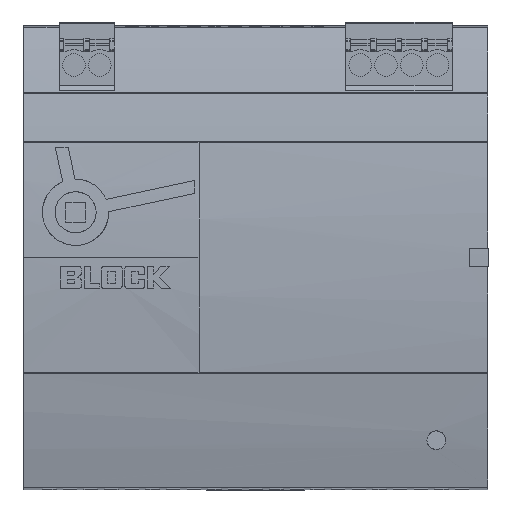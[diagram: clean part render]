
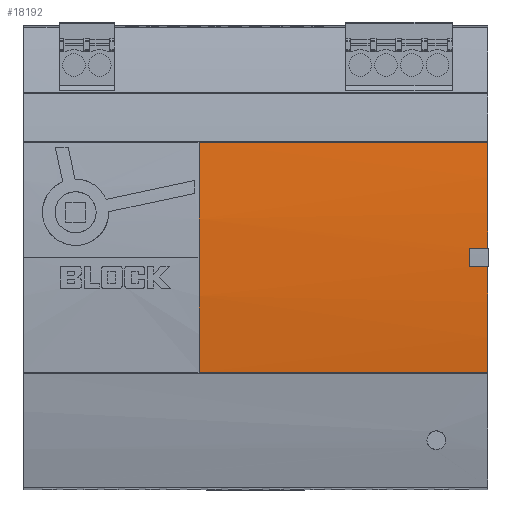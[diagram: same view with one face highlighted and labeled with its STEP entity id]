
A CAD part, top view. The second image highlights one B-rep face of the part: STEP entity #18192.
In plain terms, the highlighted cylindrical face has radius 192 mm (diameter 384 mm), a partial arc.
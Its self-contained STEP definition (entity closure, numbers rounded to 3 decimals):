
#981 = VERTEX_POINT ( 'NONE', #17684 ) ;
#1175 = VERTEX_POINT ( 'NONE', #4831 ) ;
#1187 = LINE ( 'NONE', #16653, #15143 ) ;
#1350 = EDGE_CURVE ( 'NONE', #2038, #1175, #3806, .T. ) ;
#1548 = VERTEX_POINT ( 'NONE', #17541 ) ;
#1658 = DIRECTION ( 'NONE',  ( 0., 0., -1. ) ) ;
#2038 = VERTEX_POINT ( 'NONE', #15792 ) ;
#2268 = CARTESIAN_POINT ( 'NONE',  ( -45., -22.314, 52.699 ) ) ;
#2634 = CIRCLE ( 'NONE', #13711, 192. ) ;
#3034 = AXIS2_PLACEMENT_3D ( 'NONE', #8974, #10443, #1658 ) ;
#3159 = DIRECTION ( 'NONE',  ( 0., 0., -1. ) ) ;
#3651 = EDGE_CURVE ( 'NONE', #1548, #1175, #1187, .T. ) ;
#3719 = CYLINDRICAL_SURFACE ( 'NONE', #3034, 192. ) ;
#3726 = AXIS2_PLACEMENT_3D ( 'NONE', #9823, #12846, #9890 ) ;
#3753 = LINE ( 'NONE', #13355, #6964 ) ;
#3806 = CIRCLE ( 'NONE', #3726, 192. ) ;
#4149 = CARTESIAN_POINT ( 'NONE',  ( -11., 0., -138. ) ) ;
#4613 = DIRECTION ( 'NONE',  ( 0., 0., -1. ) ) ;
#4768 = CIRCLE ( 'NONE', #6100, 192. ) ;
#4831 = CARTESIAN_POINT ( 'NONE',  ( 45., 22.314, 52.699 ) ) ;
#5092 = DIRECTION ( 'NONE',  ( -1., 0., 0. ) ) ;
#5219 = CARTESIAN_POINT ( 'NONE',  ( -11., -22.314, 52.699 ) ) ;
#5599 = VECTOR ( 'NONE', #12708, 1000. ) ;
#6003 = DIRECTION ( 'NONE',  ( -1., 0., 0. ) ) ;
#6100 = AXIS2_PLACEMENT_3D ( 'NONE', #10261, #6003, #3159 ) ;
#6795 = CARTESIAN_POINT ( 'NONE',  ( 45., -22.314, 52.699 ) ) ;
#6964 = VECTOR ( 'NONE', #13537, 1000. ) ;
#7690 = EDGE_CURVE ( 'NONE', #14838, #981, #2634, .T. ) ;
#8089 = EDGE_CURVE ( 'NONE', #981, #14461, #3753, .T. ) ;
#8974 = CARTESIAN_POINT ( 'NONE',  ( -45., 0., -138. ) ) ;
#9823 = CARTESIAN_POINT ( 'NONE',  ( 45., 0., -138. ) ) ;
#9890 = DIRECTION ( 'NONE',  ( 0., 0., -1. ) ) ;
#10096 = EDGE_LOOP ( 'NONE', ( #15063, #18235, #10282, #10797, #11755, #10452, #17279, #18712 ) ) ;
#10182 = VECTOR ( 'NONE', #5092, 1000. ) ;
#10261 = CARTESIAN_POINT ( 'NONE',  ( 45., 0., -138. ) ) ;
#10282 = ORIENTED_EDGE ( 'NONE', *, *, #11026, .T. ) ;
#10443 = DIRECTION ( 'NONE',  ( 1., 0., 0. ) ) ;
#10452 = ORIENTED_EDGE ( 'NONE', *, *, #18359, .F. ) ;
#10639 = LINE ( 'NONE', #15528, #10182 ) ;
#10797 = ORIENTED_EDGE ( 'NONE', *, *, #8089, .F. ) ;
#11026 = EDGE_CURVE ( 'NONE', #13040, #14461, #4768, .T. ) ;
#11515 = DIRECTION ( 'NONE',  ( -1., 0., 0. ) ) ;
#11755 = ORIENTED_EDGE ( 'NONE', *, *, #7690, .F. ) ;
#11820 = LINE ( 'NONE', #2268, #5599 ) ;
#11847 = AXIS2_PLACEMENT_3D ( 'NONE', #4149, #11515, #15910 ) ;
#12708 = DIRECTION ( 'NONE',  ( 1., 0., 0. ) ) ;
#12846 = DIRECTION ( 'NONE',  ( -1., 0., 0. ) ) ;
#13040 = VERTEX_POINT ( 'NONE', #6795 ) ;
#13355 = CARTESIAN_POINT ( 'NONE',  ( -45., -1.8, 53.992 ) ) ;
#13537 = DIRECTION ( 'NONE',  ( 1., 0., 0. ) ) ;
#13579 = DIRECTION ( 'NONE',  ( 1., 0., 0. ) ) ;
#13711 = AXIS2_PLACEMENT_3D ( 'NONE', #17969, #13579, #4613 ) ;
#13787 = CIRCLE ( 'NONE', #11847, 192. ) ;
#14284 = EDGE_CURVE ( 'NONE', #16844, #13040, #11820, .T. ) ;
#14461 = VERTEX_POINT ( 'NONE', #15746 ) ;
#14838 = VERTEX_POINT ( 'NONE', #15272 ) ;
#15063 = ORIENTED_EDGE ( 'NONE', *, *, #16952, .F. ) ;
#15113 = DIRECTION ( 'NONE',  ( 1., 0., 0. ) ) ;
#15143 = VECTOR ( 'NONE', #15113, 1000. ) ;
#15272 = CARTESIAN_POINT ( 'NONE',  ( 41.5, 1.8, 53.992 ) ) ;
#15528 = CARTESIAN_POINT ( 'NONE',  ( -45., 1.8, 53.992 ) ) ;
#15746 = CARTESIAN_POINT ( 'NONE',  ( 45., -1.8, 53.992 ) ) ;
#15792 = CARTESIAN_POINT ( 'NONE',  ( 45., 1.8, 53.992 ) ) ;
#15910 = DIRECTION ( 'NONE',  ( 0., 0., 1. ) ) ;
#16653 = CARTESIAN_POINT ( 'NONE',  ( -45., 22.314, 52.699 ) ) ;
#16844 = VERTEX_POINT ( 'NONE', #5219 ) ;
#16952 = EDGE_CURVE ( 'NONE', #16844, #1548, #13787, .T. ) ;
#17279 = ORIENTED_EDGE ( 'NONE', *, *, #1350, .T. ) ;
#17541 = CARTESIAN_POINT ( 'NONE',  ( -11., 22.314, 52.699 ) ) ;
#17684 = CARTESIAN_POINT ( 'NONE',  ( 41.5, -1.8, 53.992 ) ) ;
#17969 = CARTESIAN_POINT ( 'NONE',  ( 41.5, 0., -138. ) ) ;
#18192 = ADVANCED_FACE ( 'NONE', ( #18427 ), #3719, .T. ) ;
#18235 = ORIENTED_EDGE ( 'NONE', *, *, #14284, .T. ) ;
#18359 = EDGE_CURVE ( 'NONE', #2038, #14838, #10639, .T. ) ;
#18427 = FACE_OUTER_BOUND ( 'NONE', #10096, .T. ) ;
#18712 = ORIENTED_EDGE ( 'NONE', *, *, #3651, .F. ) ;
